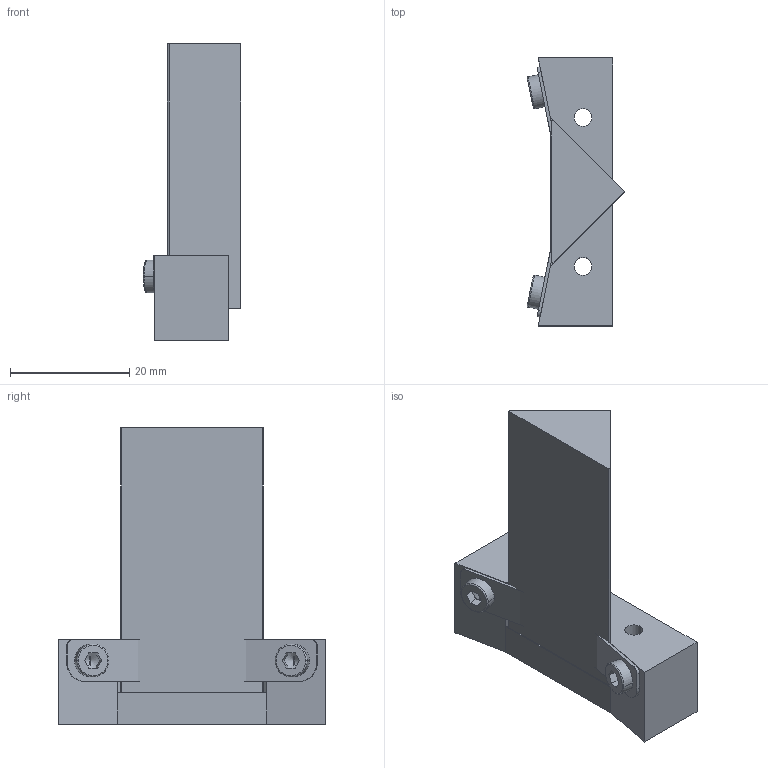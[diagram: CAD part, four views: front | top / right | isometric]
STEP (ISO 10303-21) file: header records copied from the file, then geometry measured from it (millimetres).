
FILE_DESCRIPTION (( 'STEP AP203' ), '1' );
FILE_NAME ('DP71117-A_SPPS001.step', '2022-02-16T08:56:05', ( '' ), ( '' ), 'SwSTEP 2.0', 'SolidWorks 2021', '' );
FILE_SCHEMA (( 'CONFIG_CONTROL_DESIGN' ));
Length unit declared in the file: millimetre
Products named in the file (1): DP71117-A_SPPS001
Bounding box: 16.4 x 45 x 49.79 mm (x, y, z)
Surface area: 6552.9 mm2 (no closed solid volume)
Topology: 0 solids, 8 shells, 77 faces, 209 edges, 138 vertices
Faces by surface type: plane 48, cylinder 21, torus 4, cone 4
Entity records: 2471 total; most frequent: CARTESIAN_POINT 433, DIRECTION 417, ORIENTED_EDGE 370, EDGE_CURVE 205, VECTOR 141, LINE 141, AXIS2_PLACEMENT_3D 138, VERTEX_POINT 138
